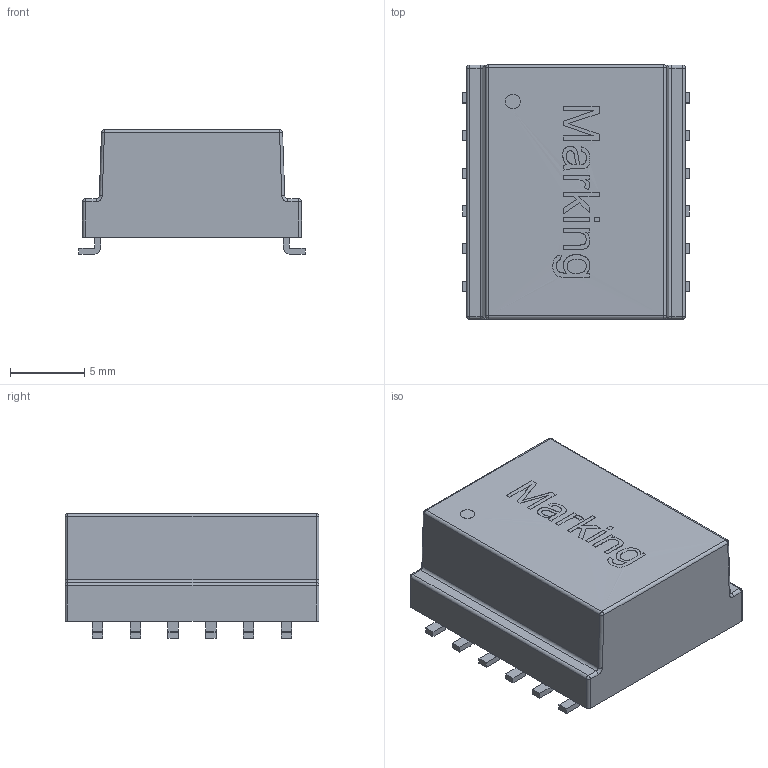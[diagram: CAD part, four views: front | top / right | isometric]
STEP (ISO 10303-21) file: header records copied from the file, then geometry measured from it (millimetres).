
FILE_DESCRIPTION(/* description */ ('Unknown'),/* implementation_level */ '2;1');
FILE_NAME(/* name */ 'T_Wurth_WE-LAN_7490140141',/* time_stamp */ '2025-08-26T17:42:16+08:00',/* author */ ('Unknown'),/* organization */ ('Unknown'),/* preprocessor_version */ 'ST-DEVELOPER v19.4',/* originating_system */ 'Solid Edge',/* authorisation */ 'Unknown');
FILE_SCHEMA (('AUTOMOTIVE_DESIGN {1 0 10303 214 3 1 1}'));
Length unit declared in the file: millimetre
Products named in the file (2): T_Wurth_WE-LAN_7490140141
Assembly tree (1 placements, depth 2):
  T_Wurth_WE-LAN_7490140141
    T_Wurth_WE-LAN_7490140141
Bounding box: 15.24 x 17.1 x 8.4 mm (x, y, z)
Volume: 639.8 mm3; surface area: 1315.7 mm2
Topology: 1 solids, 1 shells, 322 faces, 835 edges, 527 vertices
Faces by surface type: plane 240, cylinder 54, sphere 12, bspline 12, torus 4
Full cylindrical faces by diameter (mm): 1 x1
Entity records: 12334 total; most frequent: CARTESIAN_POINT 2449, ORIENTED_EDGE 1642, DIRECTION 1429, EDGE_CURVE 821, LINE 585, VECTOR 585, VERTEX_POINT 527, AXIS2_PLACEMENT_3D 422
